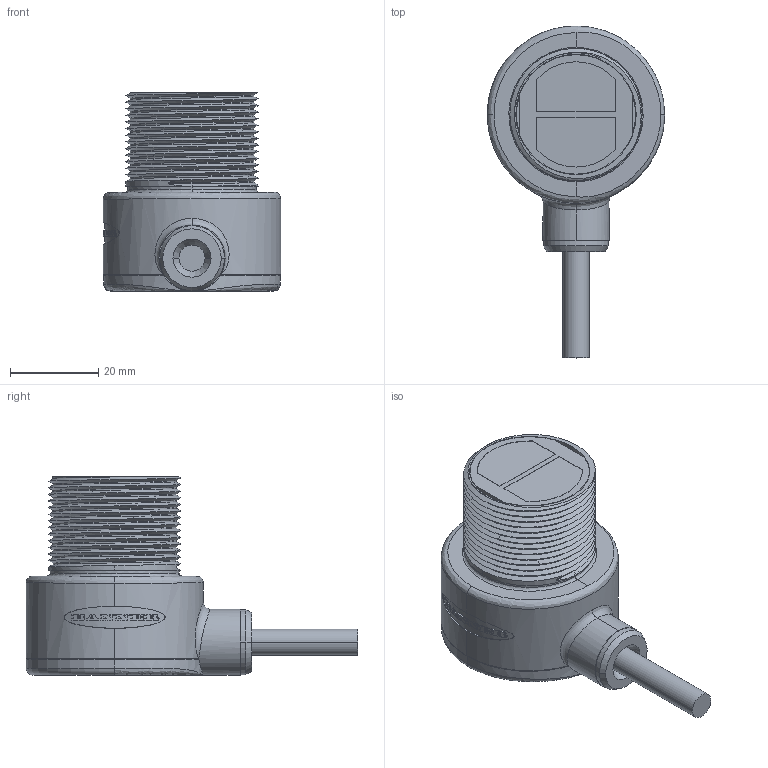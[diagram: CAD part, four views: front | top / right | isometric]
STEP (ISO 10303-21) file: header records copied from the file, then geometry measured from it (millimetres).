
FILE_DESCRIPTION((''),'2;1');
FILE_NAME('155328_SM01_ASM','2022-11-09T11:00:27',('PDMAdmin'),('BANNER ENGINEERING'),'CREO PARAMETRIC BY PTC INC, 2019292','CREO PARAMETRIC BY PTC INC, 2019292','');
FILE_SCHEMA(('CONFIG_CONTROL_DESIGN'));
Products named in the file (3): 155328_EP01; 09460_WEB; 155328_SM01_ASM
Assembly tree (2 placements, depth 2):
  155328_SM01_ASM
    155328_EP01
    09460_WEB
Bounding box: 40.18 x 75.26 x 45 mm (x, y, z)
Volume: 45918.3 mm3; surface area: 11149.7 mm2
Topology: 2 solids, 2 shells, 392 faces, 1086 edges, 719 vertices
Faces by surface type: cylinder 197, plane 157, bspline 19, cone 12, sphere 4, extrusion 2, torus 1
Entity records: 27260 total; most frequent: CARTESIAN_POINT 17812, ORIENTED_EDGE 2160, DIRECTION 1653, EDGE_CURVE 1080, VERTEX_POINT 719, AXIS2_PLACEMENT_3D 596, VECTOR 461, LINE 459
